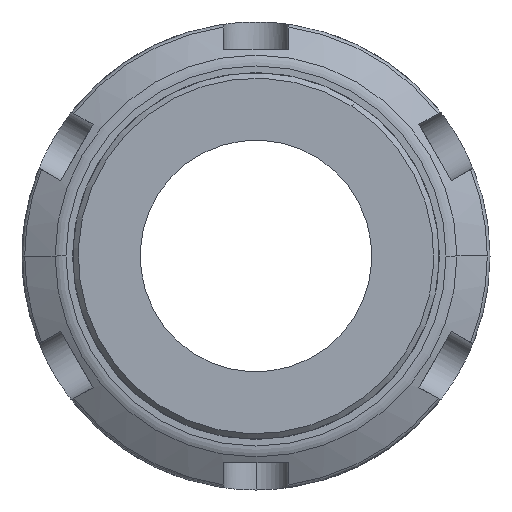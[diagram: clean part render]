
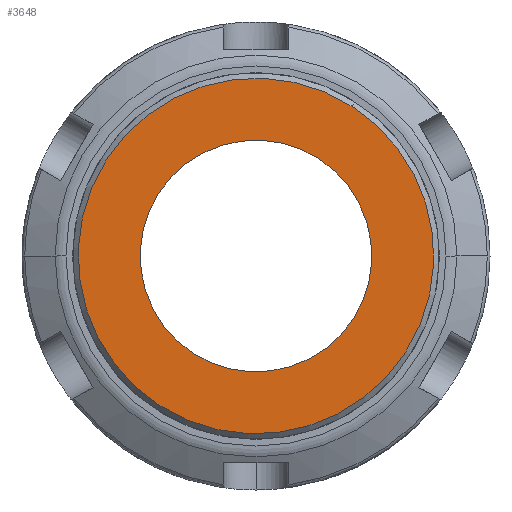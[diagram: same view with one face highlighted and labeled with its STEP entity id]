
A CAD part, left-side view. The second image highlights one B-rep face of the part: STEP entity #3648.
In plain terms, the highlighted planar face has unit normal (-1, 0, 0).
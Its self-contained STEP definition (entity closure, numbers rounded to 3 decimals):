
#235 = EDGE_LOOP ( 'NONE', ( #3320, #8780 ) ) ;
#261 = EDGE_LOOP ( 'NONE', ( #3322, #3326 ) ) ;
#706 = CARTESIAN_POINT ( 'NONE',  ( -9.06, -6.595, 0. ) ) ;
#707 = DIRECTION ( 'NONE',  ( 1., 0., 0. ) ) ;
#717 = DIRECTION ( 'NONE',  ( 0., 1., 0. ) ) ;
#728 = PLANE ( 'NONE',  #3784 ) ;
#3320 = ORIENTED_EDGE ( 'NONE', *, *, #10066, .T. ) ;
#3322 = ORIENTED_EDGE ( 'NONE', *, *, #10103, .F. ) ;
#3326 = ORIENTED_EDGE ( 'NONE', *, *, #10267, .F. ) ;
#3648 = ADVANCED_FACE ( 'NONE', ( #4769, #4767 ), #728, .F. ) ;
#3784 = AXIS2_PLACEMENT_3D ( 'NONE', #706, #707, #717 ) ;
#3816 = AXIS2_PLACEMENT_3D ( 'NONE', #7385, #7403, #7386 ) ;
#3828 = AXIS2_PLACEMENT_3D ( 'NONE', #7561, #7549, #7522 ) ;
#3881 = AXIS2_PLACEMENT_3D ( 'NONE', #6103, #6116, #6112 ) ;
#3927 = AXIS2_PLACEMENT_3D ( 'NONE', #6642, #6638, #6610 ) ;
#4767 = FACE_BOUND ( 'NONE', #261, .T. ) ;
#4769 = FACE_OUTER_BOUND ( 'NONE', #235, .T. ) ;
#6103 = CARTESIAN_POINT ( 'NONE',  ( -9.06, 0., 0. ) ) ;
#6112 = DIRECTION ( 'NONE',  ( 0., -1., 0. ) ) ;
#6116 = DIRECTION ( 'NONE',  ( -1., 0., 0. ) ) ;
#6610 = DIRECTION ( 'NONE',  ( 0., 1., 0. ) ) ;
#6638 = DIRECTION ( 'NONE',  ( -1., 0., 0. ) ) ;
#6642 = CARTESIAN_POINT ( 'NONE',  ( -9.06, 0., 0. ) ) ;
#6871 = VERTEX_POINT ( 'NONE', #11354 ) ;
#6894 = VERTEX_POINT ( 'NONE', #11421 ) ;
#6922 = VERTEX_POINT ( 'NONE', #11397 ) ;
#6934 = VERTEX_POINT ( 'NONE', #11393 ) ;
#7385 = CARTESIAN_POINT ( 'NONE',  ( -9.06, 0., 0. ) ) ;
#7386 = DIRECTION ( 'NONE',  ( 0., 1., 0. ) ) ;
#7403 = DIRECTION ( 'NONE',  ( -1., 0., 0. ) ) ;
#7522 = DIRECTION ( 'NONE',  ( 0., -1., 0. ) ) ;
#7549 = DIRECTION ( 'NONE',  ( -1., 0., 0. ) ) ;
#7561 = CARTESIAN_POINT ( 'NONE',  ( -9.06, 0., 0. ) ) ;
#8780 = ORIENTED_EDGE ( 'NONE', *, *, #10344, .T. ) ;
#8940 = CIRCLE ( 'NONE', #3881, 10.64 ) ;
#9033 = CIRCLE ( 'NONE', #3927, 16.34 ) ;
#9066 = CIRCLE ( 'NONE', #3828, 10.64 ) ;
#9076 = CIRCLE ( 'NONE', #3816, 16.34 ) ;
#10066 = EDGE_CURVE ( 'NONE', #6871, #6934, #9076, .T. ) ;
#10103 = EDGE_CURVE ( 'NONE', #6922, #6894, #9066, .T. ) ;
#10267 = EDGE_CURVE ( 'NONE', #6894, #6922, #8940, .T. ) ;
#10344 = EDGE_CURVE ( 'NONE', #6934, #6871, #9033, .T. ) ;
#11354 = CARTESIAN_POINT ( 'NONE',  ( -9.06, 16.34, 0. ) ) ;
#11393 = CARTESIAN_POINT ( 'NONE',  ( -9.06, -16.34, 0. ) ) ;
#11397 = CARTESIAN_POINT ( 'NONE',  ( -9.06, -10.64, 0. ) ) ;
#11421 = CARTESIAN_POINT ( 'NONE',  ( -9.06, 10.64, 0. ) ) ;
